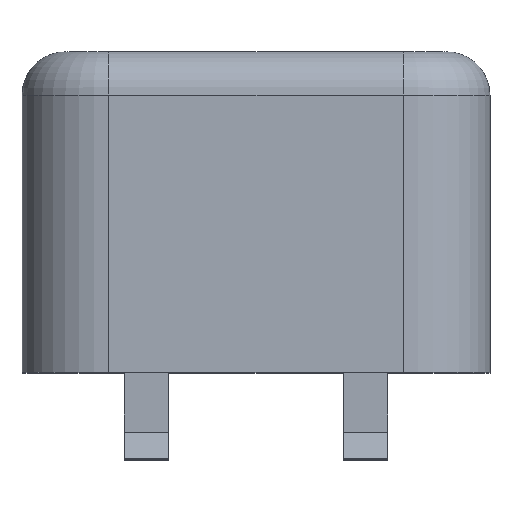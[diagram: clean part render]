
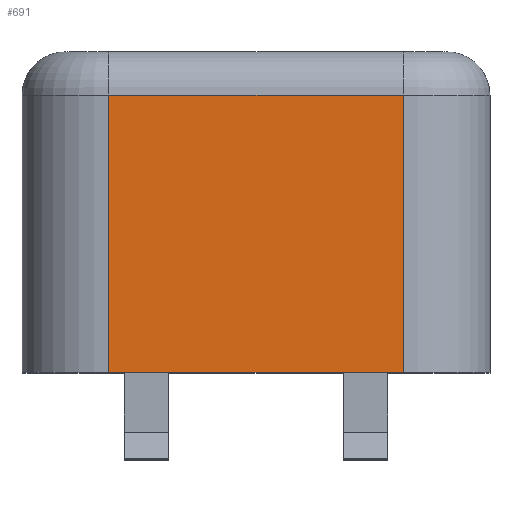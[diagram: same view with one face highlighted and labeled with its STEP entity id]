
A CAD part, top view. The second image highlights one B-rep face of the part: STEP entity #691.
In plain terms, the highlighted face is planar.
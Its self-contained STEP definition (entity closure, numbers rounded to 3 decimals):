
#85 = VECTOR ( 'NONE', #2303, 1000. ) ;
#349 = VERTEX_POINT ( 'NONE', #2831 ) ;
#540 = CARTESIAN_POINT ( 'NONE',  ( 3.65, 1.7, -3.7 ) ) ;
#682 = DIRECTION ( 'NONE',  ( 0., 0., 1. ) ) ;
#691 = ADVANCED_FACE ( 'NONE', ( #895 ), #1657, .T. ) ;
#802 = VECTOR ( 'NONE', #682, 1000. ) ;
#806 = VECTOR ( 'NONE', #840, 1000. ) ;
#840 = DIRECTION ( 'NONE',  ( 0., 0., -1. ) ) ;
#849 = CARTESIAN_POINT ( 'NONE',  ( 3.65, -1.7, -3.7 ) ) ;
#895 = FACE_OUTER_BOUND ( 'NONE', #3006, .T. ) ;
#903 = ORIENTED_EDGE ( 'NONE', *, *, #1317, .T. ) ;
#1064 = ORIENTED_EDGE ( 'NONE', *, *, #2295, .T. ) ;
#1077 = VECTOR ( 'NONE', #2867, 1000. ) ;
#1155 = AXIS2_PLACEMENT_3D ( 'NONE', #2175, #3074, #3152 ) ;
#1296 = VERTEX_POINT ( 'NONE', #2694 ) ;
#1317 = EDGE_CURVE ( 'NONE', #2056, #1837, #1768, .T. ) ;
#1426 = LINE ( 'NONE', #2470, #85 ) ;
#1473 = LINE ( 'NONE', #849, #806 ) ;
#1579 = ORIENTED_EDGE ( 'NONE', *, *, #2690, .T. ) ;
#1657 = PLANE ( 'NONE',  #1155 ) ;
#1768 = LINE ( 'NONE', #2896, #1077 ) ;
#1837 = VERTEX_POINT ( 'NONE', #2466 ) ;
#2016 = CARTESIAN_POINT ( 'NONE',  ( 3.65, 1.7, -0.5 ) ) ;
#2056 = VERTEX_POINT ( 'NONE', #2016 ) ;
#2129 = ORIENTED_EDGE ( 'NONE', *, *, #2448, .T. ) ;
#2175 = CARTESIAN_POINT ( 'NONE',  ( 3.65, 2.7, -3.7 ) ) ;
#2295 = EDGE_CURVE ( 'NONE', #349, #1296, #1426, .T. ) ;
#2303 = DIRECTION ( 'NONE',  ( 0., 1., 0. ) ) ;
#2448 = EDGE_CURVE ( 'NONE', #1837, #349, #1473, .T. ) ;
#2466 = CARTESIAN_POINT ( 'NONE',  ( 3.65, -1.7, -0.5 ) ) ;
#2470 = CARTESIAN_POINT ( 'NONE',  ( 3.65, 2.7, -3.7 ) ) ;
#2690 = EDGE_CURVE ( 'NONE', #1296, #2056, #2757, .T. ) ;
#2694 = CARTESIAN_POINT ( 'NONE',  ( 3.65, 1.7, -3.7 ) ) ;
#2757 = LINE ( 'NONE', #540, #802 ) ;
#2831 = CARTESIAN_POINT ( 'NONE',  ( 3.65, -1.7, -3.7 ) ) ;
#2867 = DIRECTION ( 'NONE',  ( 0., -1., 0. ) ) ;
#2896 = CARTESIAN_POINT ( 'NONE',  ( 3.65, 2.7, -0.5 ) ) ;
#3006 = EDGE_LOOP ( 'NONE', ( #1579, #903, #2129, #1064 ) ) ;
#3074 = DIRECTION ( 'NONE',  ( 1., 0., 0. ) ) ;
#3152 = DIRECTION ( 'NONE',  ( 0., 1., 0. ) ) ;
